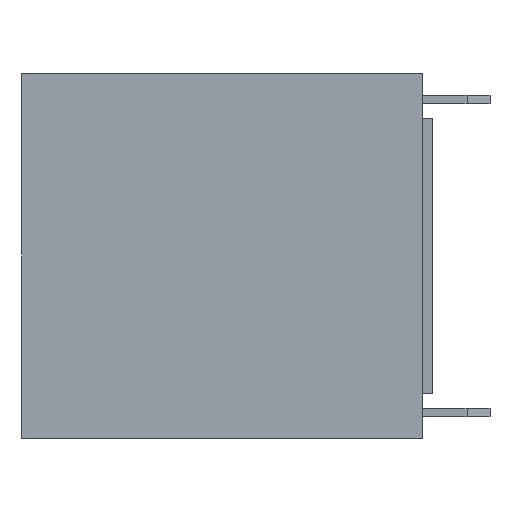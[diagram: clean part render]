
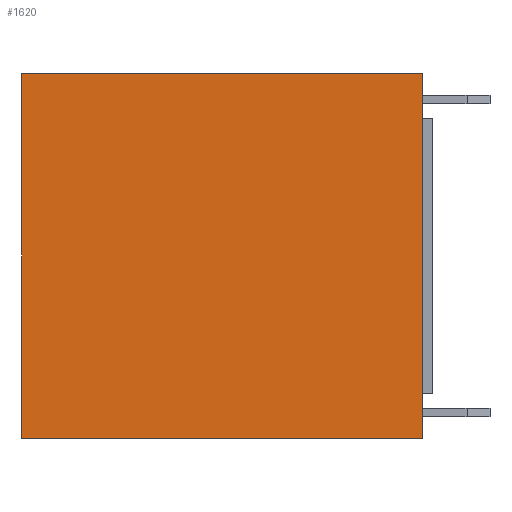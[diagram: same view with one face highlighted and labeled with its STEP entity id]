
A CAD part, left-side view. The second image highlights one B-rep face of the part: STEP entity #1620.
In plain terms, the highlighted planar face has unit normal (-1, 0, 0).
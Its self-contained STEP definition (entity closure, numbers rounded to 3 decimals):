
#10 = VERTEX_POINT ( 'NONE', #81 ) ;
#64 = ORIENTED_EDGE ( 'NONE', *, *, #1514, .T. ) ;
#81 = CARTESIAN_POINT ( 'NONE',  ( 0., 19.5, -17.75 ) ) ;
#129 = ORIENTED_EDGE ( 'NONE', *, *, #2143, .T. ) ;
#230 = PLANE ( 'NONE',  #2577 ) ;
#346 = CARTESIAN_POINT ( 'NONE',  ( 0., 19.5, 0. ) ) ;
#371 = VECTOR ( 'NONE', #2606, 1000. ) ;
#551 = CARTESIAN_POINT ( 'NONE',  ( 0., 0., -17.75 ) ) ;
#579 = CARTESIAN_POINT ( 'NONE',  ( 0., 19.5, 0. ) ) ;
#584 = LINE ( 'NONE', #1804, #2614 ) ;
#586 = VECTOR ( 'NONE', #2599, 1000. ) ;
#599 = VERTEX_POINT ( 'NONE', #551 ) ;
#774 = EDGE_CURVE ( 'NONE', #2184, #2017, #1300, .T. ) ;
#826 = ORIENTED_EDGE ( 'NONE', *, *, #774, .F. ) ;
#901 = CARTESIAN_POINT ( 'NONE',  ( 0., 0., 0. ) ) ;
#944 = LINE ( 'NONE', #1372, #586 ) ;
#987 = LINE ( 'NONE', #1204, #2132 ) ;
#1204 = CARTESIAN_POINT ( 'NONE',  ( 0., 19.5, 0. ) ) ;
#1209 = DIRECTION ( 'NONE',  ( 0., -1., 0. ) ) ;
#1233 = CARTESIAN_POINT ( 'NONE',  ( 0., 19.5, 0. ) ) ;
#1300 = LINE ( 'NONE', #579, #371 ) ;
#1372 = CARTESIAN_POINT ( 'NONE',  ( 0., 0., 0. ) ) ;
#1514 = EDGE_CURVE ( 'NONE', #10, #599, #584, .T. ) ;
#1620 = ADVANCED_FACE ( 'NONE', ( #1882 ), #230, .F. ) ;
#1628 = ORIENTED_EDGE ( 'NONE', *, *, #2200, .F. ) ;
#1804 = CARTESIAN_POINT ( 'NONE',  ( 0., 19.5, -17.75 ) ) ;
#1882 = FACE_OUTER_BOUND ( 'NONE', #2408, .T. ) ;
#2017 = VERTEX_POINT ( 'NONE', #901 ) ;
#2072 = DIRECTION ( 'NONE',  ( 1., 0., 0. ) ) ;
#2132 = VECTOR ( 'NONE', #2432, 1000. ) ;
#2143 = EDGE_CURVE ( 'NONE', #599, #2017, #944, .T. ) ;
#2184 = VERTEX_POINT ( 'NONE', #346 ) ;
#2200 = EDGE_CURVE ( 'NONE', #10, #2184, #987, .T. ) ;
#2408 = EDGE_LOOP ( 'NONE', ( #129, #826, #1628, #64 ) ) ;
#2432 = DIRECTION ( 'NONE',  ( 0., 0., 1. ) ) ;
#2443 = DIRECTION ( 'NONE',  ( 0., 0., -1. ) ) ;
#2577 = AXIS2_PLACEMENT_3D ( 'NONE', #1233, #2072, #2443 ) ;
#2599 = DIRECTION ( 'NONE',  ( 0., 0., 1. ) ) ;
#2606 = DIRECTION ( 'NONE',  ( 0., -1., 0. ) ) ;
#2614 = VECTOR ( 'NONE', #1209, 1000. ) ;
